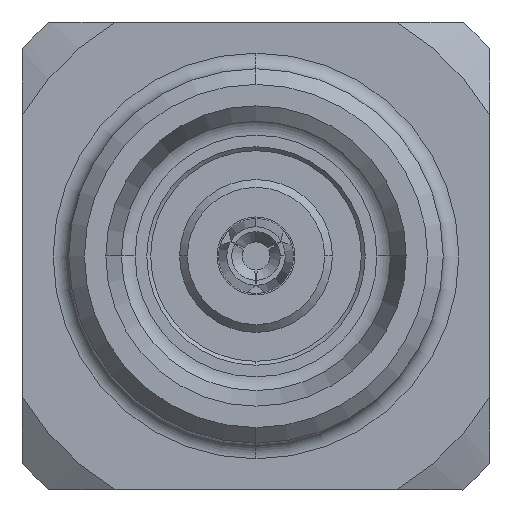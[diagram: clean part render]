
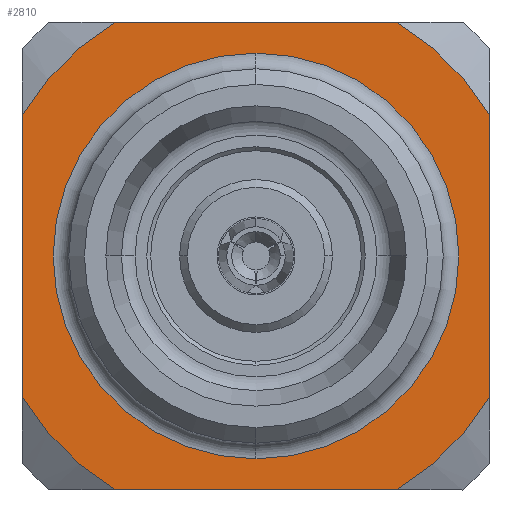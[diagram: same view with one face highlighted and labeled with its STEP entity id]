
A CAD part, left-side view. The second image highlights one B-rep face of the part: STEP entity #2810.
In plain terms, the highlighted planar face has unit normal (-1, 0, 0).
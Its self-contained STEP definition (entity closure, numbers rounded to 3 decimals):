
#103 = LINE ( 'NONE', #929, #529 ) ;
#139 = VERTEX_POINT ( 'NONE', #494 ) ;
#161 = VERTEX_POINT ( 'NONE', #498 ) ;
#183 = VERTEX_POINT ( 'NONE', #504 ) ;
#198 = VERTEX_POINT ( 'NONE', #506 ) ;
#199 = ORIENTED_EDGE ( 'NONE', *, *, #2624, .T. ) ;
#212 = ORIENTED_EDGE ( 'NONE', *, *, #2665, .T. ) ;
#216 = ORIENTED_EDGE ( 'NONE', *, *, #2696, .T. ) ;
#219 = ORIENTED_EDGE ( 'NONE', *, *, #2814, .T. ) ;
#222 = ORIENTED_EDGE ( 'NONE', *, *, #2820, .T. ) ;
#227 = ORIENTED_EDGE ( 'NONE', *, *, #2688, .T. ) ;
#233 = ORIENTED_EDGE ( 'NONE', *, *, #2666, .T. ) ;
#235 = ORIENTED_EDGE ( 'NONE', *, *, #2661, .T. ) ;
#236 = ORIENTED_EDGE ( 'NONE', *, *, #2658, .T. ) ;
#237 = ORIENTED_EDGE ( 'NONE', *, *, #2697, .T. ) ;
#494 = CARTESIAN_POINT ( 'NONE',  ( 0.05, -1.803, 3. ) ) ;
#498 = CARTESIAN_POINT ( 'NONE',  ( 0.05, 1.803, 3. ) ) ;
#504 = CARTESIAN_POINT ( 'NONE',  ( 0.05, 3., 1.803 ) ) ;
#506 = CARTESIAN_POINT ( 'NONE',  ( 0.05, 3., -1.803 ) ) ;
#529 = VECTOR ( 'NONE', #930, 1000. ) ;
#545 = CARTESIAN_POINT ( 'NONE',  ( 0.05, 0., 0. ) ) ;
#546 = DIRECTION ( 'NONE',  ( 1., 0., 0. ) ) ;
#547 = DIRECTION ( 'NONE',  ( 0., 0., 1. ) ) ;
#548 = CARTESIAN_POINT ( 'NONE',  ( 0.05, 0., -3. ) ) ;
#549 = DIRECTION ( 'NONE',  ( 0., -1., 0. ) ) ;
#829 = DIRECTION ( 'NONE',  ( 0., 1., 0. ) ) ;
#893 = PLANE ( 'NONE',  #1270 ) ;
#894 = CARTESIAN_POINT ( 'NONE',  ( 0.05, -3., -3. ) ) ;
#895 = DIRECTION ( 'NONE',  ( -1., 0., 0. ) ) ;
#896 = DIRECTION ( 'NONE',  ( 0., 0., 1. ) ) ;
#909 = CARTESIAN_POINT ( 'NONE',  ( 0.05, 0., 0. ) ) ;
#910 = DIRECTION ( 'NONE',  ( -1., 0., 0. ) ) ;
#911 = DIRECTION ( 'NONE',  ( 0., 1., 0. ) ) ;
#929 = CARTESIAN_POINT ( 'NONE',  ( 0.05, -3., 0. ) ) ;
#930 = DIRECTION ( 'NONE',  ( 0., 0., 1. ) ) ;
#952 = CARTESIAN_POINT ( 'NONE',  ( 0.05, 0., -2.6 ) ) ;
#953 = CARTESIAN_POINT ( 'NONE',  ( 0.05, 0., 2.6 ) ) ;
#958 = CARTESIAN_POINT ( 'NONE',  ( 0.05, -3., -1.803 ) ) ;
#962 = CARTESIAN_POINT ( 'NONE',  ( 0.05, -3., 1.803 ) ) ;
#1076 = CARTESIAN_POINT ( 'NONE',  ( 0.05, 1.803, -3. ) ) ;
#1081 = CARTESIAN_POINT ( 'NONE',  ( 0.05, -1.803, -3. ) ) ;
#1262 = AXIS2_PLACEMENT_3D ( 'NONE', #909, #910, #911 ) ;
#1270 = AXIS2_PLACEMENT_3D ( 'NONE', #894, #895, #896 ) ;
#1274 = CIRCLE ( 'NONE', #1262, 3.5 ) ;
#1311 = CIRCLE ( 'NONE', #1348, 2.6 ) ;
#1348 = AXIS2_PLACEMENT_3D ( 'NONE', #3286, #3287, #3288 ) ;
#1780 = EDGE_LOOP ( 'NONE', ( #199, #216 ) ) ;
#1781 = EDGE_LOOP ( 'NONE', ( #219, #222, #212, #227, #235, #233, #236, #237 ) ) ;
#2198 = DIRECTION ( 'NONE',  ( 0., 1., 0. ) ) ;
#2203 = DIRECTION ( 'NONE',  ( 0., 1., 0. ) ) ;
#2204 = DIRECTION ( 'NONE',  ( -1., 0., 0. ) ) ;
#2206 = CARTESIAN_POINT ( 'NONE',  ( 0.05, 3., 0. ) ) ;
#2207 = DIRECTION ( 'NONE',  ( 0., 0., -1. ) ) ;
#2226 = DIRECTION ( 'NONE',  ( -1., 0., 0. ) ) ;
#2227 = CARTESIAN_POINT ( 'NONE',  ( 0.05, 0., 0. ) ) ;
#2238 = CARTESIAN_POINT ( 'NONE',  ( 0.05, 0., 0. ) ) ;
#2239 = DIRECTION ( 'NONE',  ( -1., 0., 0. ) ) ;
#2240 = CARTESIAN_POINT ( 'NONE',  ( 0.05, 0., 0. ) ) ;
#2245 = DIRECTION ( 'NONE',  ( 0., 1., 0. ) ) ;
#2254 = VECTOR ( 'NONE', #2207, 1000. ) ;
#2256 = AXIS2_PLACEMENT_3D ( 'NONE', #2240, #2239, #2198 ) ;
#2258 = CIRCLE ( 'NONE', #2256, 3.5 ) ;
#2272 = CIRCLE ( 'NONE', #2313, 2.6 ) ;
#2281 = VECTOR ( 'NONE', #829, 1000. ) ;
#2312 = VECTOR ( 'NONE', #549, 1000. ) ;
#2313 = AXIS2_PLACEMENT_3D ( 'NONE', #545, #546, #547 ) ;
#2352 = CIRCLE ( 'NONE', #2366, 3.5 ) ;
#2358 = CIRCLE ( 'NONE', #2360, 3.5 ) ;
#2360 = AXIS2_PLACEMENT_3D ( 'NONE', #2227, #2226, #2203 ) ;
#2366 = AXIS2_PLACEMENT_3D ( 'NONE', #2238, #2204, #2245 ) ;
#2402 = CARTESIAN_POINT ( 'NONE',  ( 0.05, 0., 3. ) ) ;
#2426 = FACE_OUTER_BOUND ( 'NONE', #1781, .T. ) ;
#2428 = FACE_BOUND ( 'NONE', #1780, .T. ) ;
#2473 = LINE ( 'NONE', #548, #2312 ) ;
#2495 = LINE ( 'NONE', #2402, #2281 ) ;
#2539 = LINE ( 'NONE', #2206, #2254 ) ;
#2624 = EDGE_CURVE ( 'NONE', #3087, #3086, #1311, .T. ) ;
#2658 = EDGE_CURVE ( 'NONE', #198, #3210, #2358, .T. ) ;
#2661 = EDGE_CURVE ( 'NONE', #161, #183, #2352, .T. ) ;
#2665 = EDGE_CURVE ( 'NONE', #3096, #139, #2258, .T. ) ;
#2666 = EDGE_CURVE ( 'NONE', #183, #198, #2539, .T. ) ;
#2688 = EDGE_CURVE ( 'NONE', #139, #161, #2495, .T. ) ;
#2696 = EDGE_CURVE ( 'NONE', #3086, #3087, #2272, .T. ) ;
#2697 = EDGE_CURVE ( 'NONE', #3210, #3215, #2473, .T. ) ;
#2810 = ADVANCED_FACE ( 'NONE', ( #2428, #2426 ), #893, .T. ) ;
#2814 = EDGE_CURVE ( 'NONE', #3215, #3092, #1274, .T. ) ;
#2820 = EDGE_CURVE ( 'NONE', #3092, #3096, #103, .T. ) ;
#3086 = VERTEX_POINT ( 'NONE', #952 ) ;
#3087 = VERTEX_POINT ( 'NONE', #953 ) ;
#3092 = VERTEX_POINT ( 'NONE', #958 ) ;
#3096 = VERTEX_POINT ( 'NONE', #962 ) ;
#3210 = VERTEX_POINT ( 'NONE', #1076 ) ;
#3215 = VERTEX_POINT ( 'NONE', #1081 ) ;
#3286 = CARTESIAN_POINT ( 'NONE',  ( 0.05, 0., 0. ) ) ;
#3287 = DIRECTION ( 'NONE',  ( 1., 0., 0. ) ) ;
#3288 = DIRECTION ( 'NONE',  ( 0., 0., 1. ) ) ;
